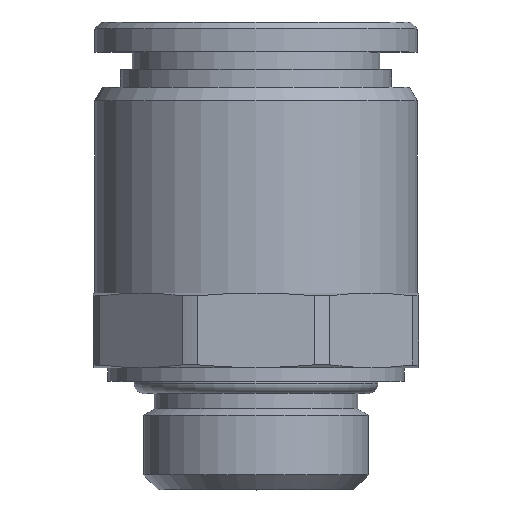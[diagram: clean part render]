
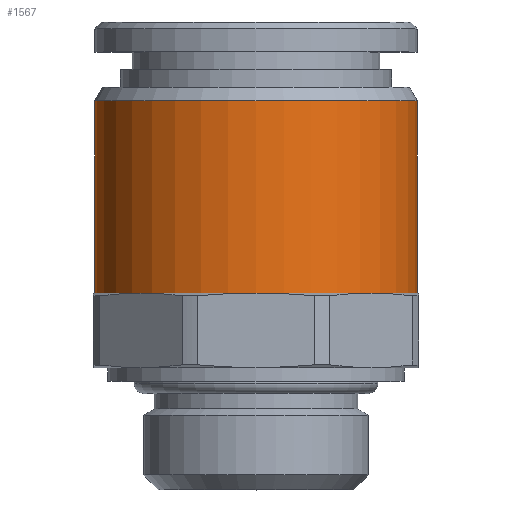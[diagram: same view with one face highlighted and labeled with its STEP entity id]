
A CAD part, top view. The second image highlights one B-rep face of the part: STEP entity #1567.
In plain terms, the highlighted cylindrical face has radius 11.9 mm (diameter 23.8 mm), a partial arc.
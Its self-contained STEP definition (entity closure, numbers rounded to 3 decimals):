
#140=CARTESIAN_POINT('',(0.,28.7,0.));
#141=DIRECTION('',(0.,1.,0.));
#142=DIRECTION('',(-1.,0.,0.));
#143=AXIS2_PLACEMENT_3D('',#140,#141,#142);
#145=CARTESIAN_POINT('',(0.,14.5,0.));
#146=DIRECTION('',(0.,1.,0.));
#147=DIRECTION('',(-1.,0.,0.));
#148=AXIS2_PLACEMENT_3D('',#145,#146,#147);
#155=DIRECTION('',(0.,-1.,0.));
#156=VECTOR('',#155,14.2);
#157=CARTESIAN_POINT('',(11.9,28.7,0.));
#158=LINE('',#157,#156);
#164=DIRECTION('',(0.,-1.,0.));
#165=VECTOR('',#164,14.2);
#166=CARTESIAN_POINT('',(-11.9,28.7,0.));
#167=LINE('',#166,#165);
#1285=CARTESIAN_POINT('',(-11.9,28.7,0.));
#1287=VERTEX_POINT('',#1285);
#1289=CARTESIAN_POINT('',(11.9,28.7,0.));
#1291=VERTEX_POINT('',#1289);
#1292=CARTESIAN_POINT('',(-11.9,14.5,0.));
#1293=CARTESIAN_POINT('',(11.9,14.5,0.));
#1294=VERTEX_POINT('',#1292);
#1295=VERTEX_POINT('',#1293);
#1553=CARTESIAN_POINT('',(0.,13.74,0.));
#1554=DIRECTION('',(0.,1.,0.));
#1555=DIRECTION('',(1.,0.,0.));
#1556=AXIS2_PLACEMENT_3D('',#1553,#1554,#1555);
#1557=CYLINDRICAL_SURFACE('',#1556,11.9);
#1559=ORIENTED_EDGE('',*,*,#1558,.F.);
#1561=ORIENTED_EDGE('',*,*,#1560,.F.);
#1562=ORIENTED_EDGE('',*,*,#1548,.T.);
#1564=ORIENTED_EDGE('',*,*,#1563,.T.);
#1565=EDGE_LOOP('',(#1559,#1561,#1562,#1564));
#1566=FACE_OUTER_BOUND('',#1565,.F.);
#1567=ADVANCED_FACE('',(#1566),#1557,.T.);
#144=CIRCLE('',#143,11.9);
#149=CIRCLE('',#148,11.9);
#1548=EDGE_CURVE('',#1287,#1291,#144,.T.);
#1558=EDGE_CURVE('',#1294,#1295,#149,.T.);
#1560=EDGE_CURVE('',#1287,#1294,#167,.T.);
#1563=EDGE_CURVE('',#1291,#1295,#158,.T.);
